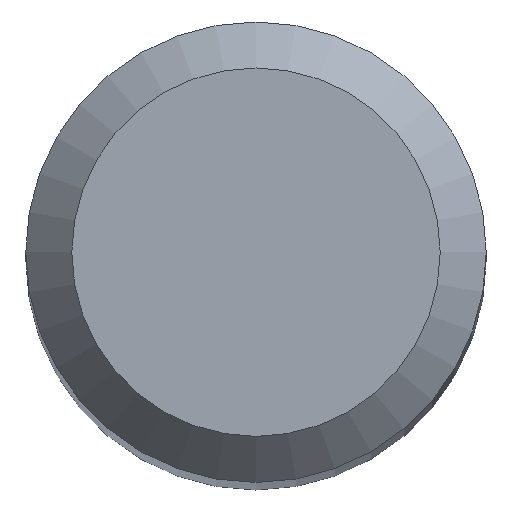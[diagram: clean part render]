
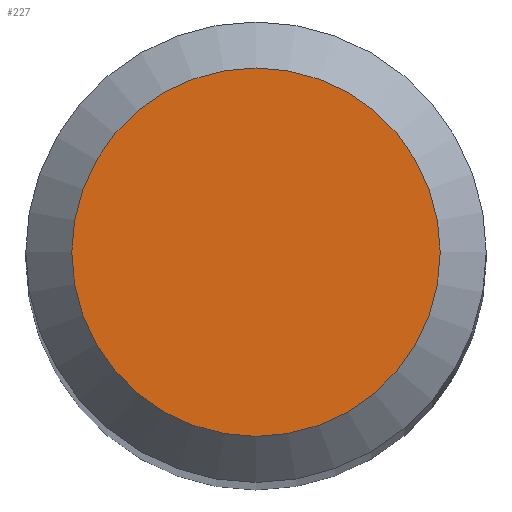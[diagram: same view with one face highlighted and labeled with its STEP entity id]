
A CAD part, top view. The second image highlights one B-rep face of the part: STEP entity #227.
In plain terms, the highlighted planar face has unit normal (0, 0, 1).
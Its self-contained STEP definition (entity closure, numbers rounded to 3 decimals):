
#8 = ORIENTED_EDGE ( 'NONE', *, *, #250, .F. ) ;
#12 = VERTEX_POINT ( 'NONE', #130 ) ;
#48 = CARTESIAN_POINT ( 'NONE',  ( 0., 0., 50. ) ) ;
#53 = FACE_OUTER_BOUND ( 'NONE', #282, .T. ) ;
#70 = CIRCLE ( 'NONE', #224, 1.2 ) ;
#72 = PLANE ( 'NONE',  #286 ) ;
#130 = CARTESIAN_POINT ( 'NONE',  ( 0., 1.2, 50. ) ) ;
#164 = CARTESIAN_POINT ( 'NONE',  ( 0., 0., 50. ) ) ;
#190 = DIRECTION ( 'NONE',  ( 0., 1., 0. ) ) ;
#204 = DIRECTION ( 'NONE',  ( 0., 0., -1. ) ) ;
#224 = AXIS2_PLACEMENT_3D ( 'NONE', #48, #204, #231 ) ;
#227 = ADVANCED_FACE ( 'NONE', ( #53 ), #72, .F. ) ;
#231 = DIRECTION ( 'NONE',  ( 0., 1., 0. ) ) ;
#250 = EDGE_CURVE ( 'NONE', #12, #12, #70, .T. ) ;
#253 = DIRECTION ( 'NONE',  ( 0., 0., -1. ) ) ;
#282 = EDGE_LOOP ( 'NONE', ( #8 ) ) ;
#286 = AXIS2_PLACEMENT_3D ( 'NONE', #164, #253, #190 ) ;
